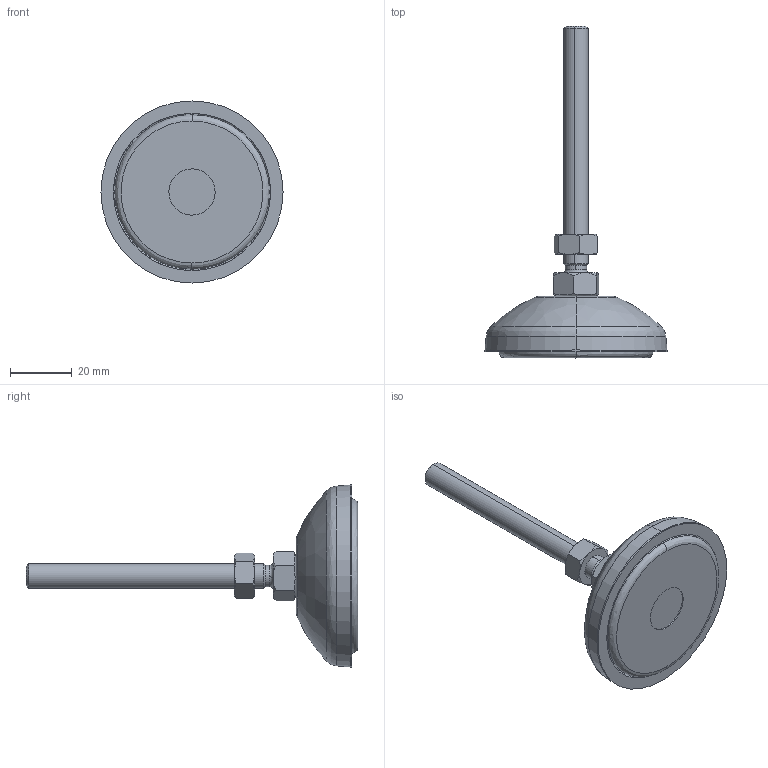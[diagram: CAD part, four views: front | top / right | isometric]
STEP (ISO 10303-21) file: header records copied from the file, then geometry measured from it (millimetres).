
FILE_DESCRIPTION (( 'STEP AP203' ), '1' );
FILE_NAME ('A60.00.60.02 Nylon swivel feet 60 - M8 x 80.STEP', '2018-09-28T13:15:12', ( '' ), ( '' ), 'SwSTEP 2.0', 'SolidWorks 2015', '' );
FILE_SCHEMA (( 'CONFIG_CONTROL_DESIGN' ));
Length unit declared in the file: inch
Products named in the file (2): A60.00.60.02 Nylon swivel feet 60 - M8 x 80
Bounding box: 59 x 107.5 x 59 mm (x, y, z)
Volume: 40032.5 mm3; surface area: 19440.3 mm2
Topology: 4 solids, 4 shells, 253 faces, 638 edges, 400 vertices
Faces by surface type: bspline 95, plane 60, cone 52, cylinder 46
Entity records: 11849 total; most frequent: CARTESIAN_POINT 6479, ORIENTED_EDGE 1268, DIRECTION 877, EDGE_CURVE 634, VERTEX_POINT 400, AXIS2_PLACEMENT_3D 380, EDGE_LOOP 266, FACE_OUTER_BOUND 253
